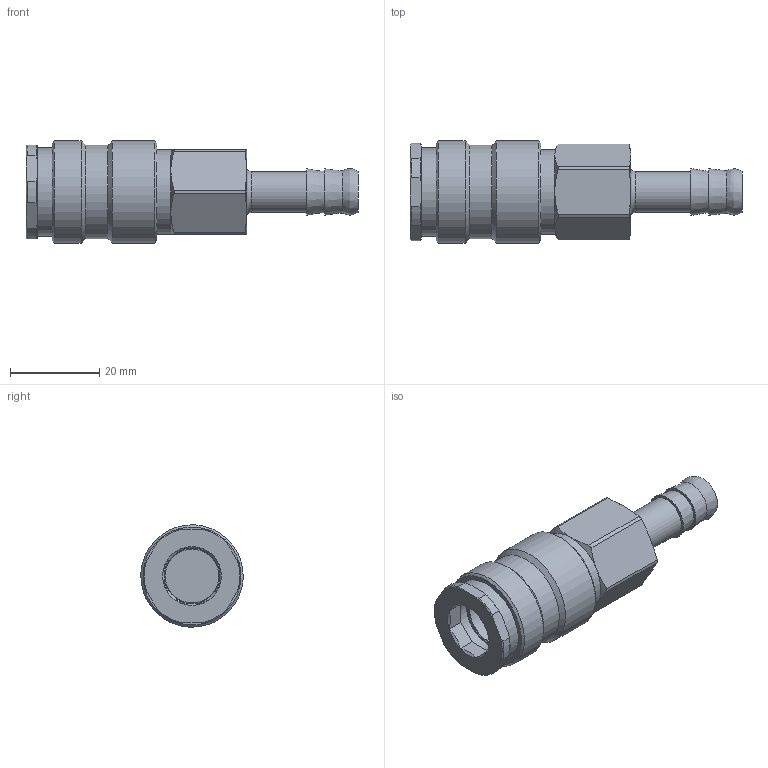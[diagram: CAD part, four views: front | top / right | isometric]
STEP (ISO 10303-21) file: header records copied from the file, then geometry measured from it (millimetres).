
FILE_DESCRIPTION(/* description */ (''),/* implementation_level */ '2;1');
FILE_NAME(/* name */ 'ESIFK 9 TR.stp',/* time_stamp */ '2021-09-08T07:06:20+02:00',/* author */ ('Fabian.schmidt'),/* organization */ (''),/* preprocessor_version */ 'ST-DEVELOPER v17',/* originating_system */ 'Autodesk Inventor 2018',/* authorisation */ '0 mm^3');
FILE_SCHEMA (('AUTOMOTIVE_DESIGN { 1 0 10303 214 3 1 1 }'));
Length unit declared in the file: millimetre
Products named in the file (1): LUE_00024495
Bounding box: 74.5 x 22.97 x 22.97 mm (x, y, z)
Volume: 15577.5 mm3; surface area: 6701.9 mm2
Topology: 1 solids, 1 shells, 100 faces, 258 edges, 173 vertices
Faces by surface type: cone 40, plane 35, cylinder 23, torus 1, bspline 1
Full cylindrical faces by diameter (mm): 7.8 x1, 9.2 x1, 12 x1, 13.5 x1, 19 x1, 19.3 x1, 19.75 x1, 20 x1, 21 x1, 23 x2
Entity records: 3221 total; most frequent: CARTESIAN_POINT 670, DIRECTION 517, ORIENTED_EDGE 516, EDGE_CURVE 258, AXIS2_PLACEMENT_3D 215, VERTEX_POINT 173, CIRCLE 115, EDGE_LOOP 113
